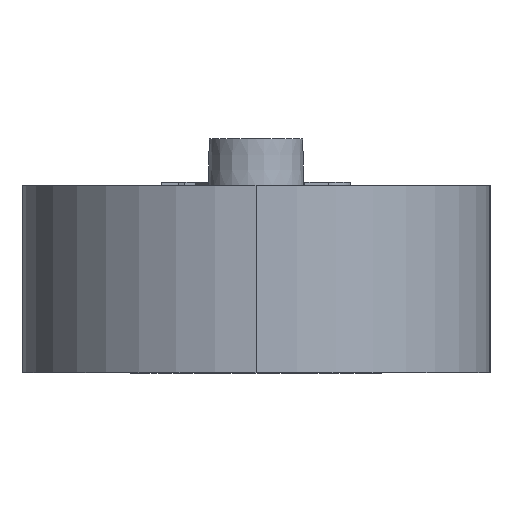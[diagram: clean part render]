
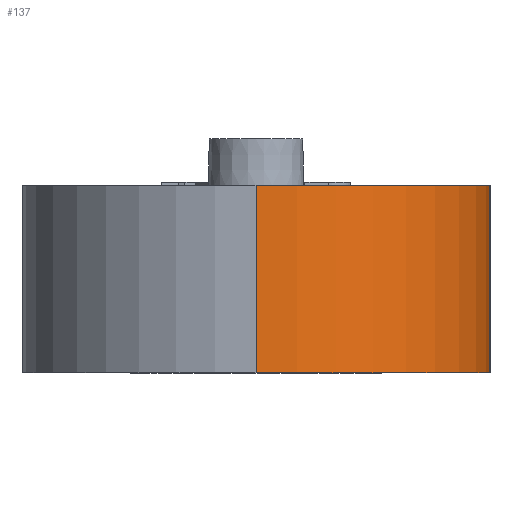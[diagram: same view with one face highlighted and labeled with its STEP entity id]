
A CAD part, left-side view. The second image highlights one B-rep face of the part: STEP entity #137.
In plain terms, the highlighted cylindrical face has radius 12.5 mm (diameter 25 mm), a partial arc.
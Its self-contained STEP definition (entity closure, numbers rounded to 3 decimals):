
#137 = ADVANCED_FACE( '', ( #532 ), #533, .T. );
#532 = FACE_OUTER_BOUND( '', #1156, .T. );
#533 = CYLINDRICAL_SURFACE( '', #1157, 12.5 );
#1156 = EDGE_LOOP( '', ( #2346, #2347, #2348, #2349 ) );
#1157 = AXIS2_PLACEMENT_3D( '', #2350, #2351, #2352 );
#2346 = ORIENTED_EDGE( '', *, *, #3922, .T. );
#2347 = ORIENTED_EDGE( '', *, *, #4383, .F. );
#2348 = ORIENTED_EDGE( '', *, *, #4283, .F. );
#2349 = ORIENTED_EDGE( '', *, *, #4382, .T. );
#2350 = CARTESIAN_POINT( '', ( -33.5, 0., 0. ) );
#2351 = DIRECTION( '', ( 0., 0., -1. ) );
#2352 = DIRECTION( '', ( -1., 0., 0. ) );
#3922 = EDGE_CURVE( '', #4657, #4655, #4658, .T. );
#4283 = EDGE_CURVE( '', #5312, #5314, #5315, .T. );
#4382 = EDGE_CURVE( '', #5312, #4657, #5509, .T. );
#4383 = EDGE_CURVE( '', #5314, #4655, #5510, .T. );
#4655 = VERTEX_POINT( '', #5871 );
#4657 = VERTEX_POINT( '', #5873 );
#4658 = CIRCLE( '', #5874, 12.5 );
#5312 = VERTEX_POINT( '', #6827 );
#5314 = VERTEX_POINT( '', #6830 );
#5315 = CIRCLE( '', #6831, 12.5 );
#5509 = LINE( '', #7114, #7115 );
#5510 = LINE( '', #7116, #7117 );
#5871 = CARTESIAN_POINT( '', ( -46., 0., 10. ) );
#5873 = CARTESIAN_POINT( '', ( -33.5, -12.5, 10. ) );
#5874 = AXIS2_PLACEMENT_3D( '', #7694, #7695, #7696 );
#6827 = CARTESIAN_POINT( '', ( -33.5, -12.5, 0. ) );
#6830 = CARTESIAN_POINT( '', ( -46., 0., 0. ) );
#6831 = AXIS2_PLACEMENT_3D( '', #8177, #8178, #8179 );
#7114 = CARTESIAN_POINT( '', ( -33.5, -12.5, 0. ) );
#7115 = VECTOR( '', #8296, 1000. );
#7116 = CARTESIAN_POINT( '', ( -46., 0., 0. ) );
#7117 = VECTOR( '', #8297, 1000. );
#7694 = CARTESIAN_POINT( '', ( -33.5, 0., 10. ) );
#7695 = DIRECTION( '', ( 0., 0., -1. ) );
#7696 = DIRECTION( '', ( 0., 1., 0. ) );
#8177 = CARTESIAN_POINT( '', ( -33.5, 0., 0. ) );
#8178 = DIRECTION( '', ( 0., 0., -1. ) );
#8179 = DIRECTION( '', ( 0., 1., 0. ) );
#8296 = DIRECTION( '', ( 0., 0., 1. ) );
#8297 = DIRECTION( '', ( 0., 0., 1. ) );
